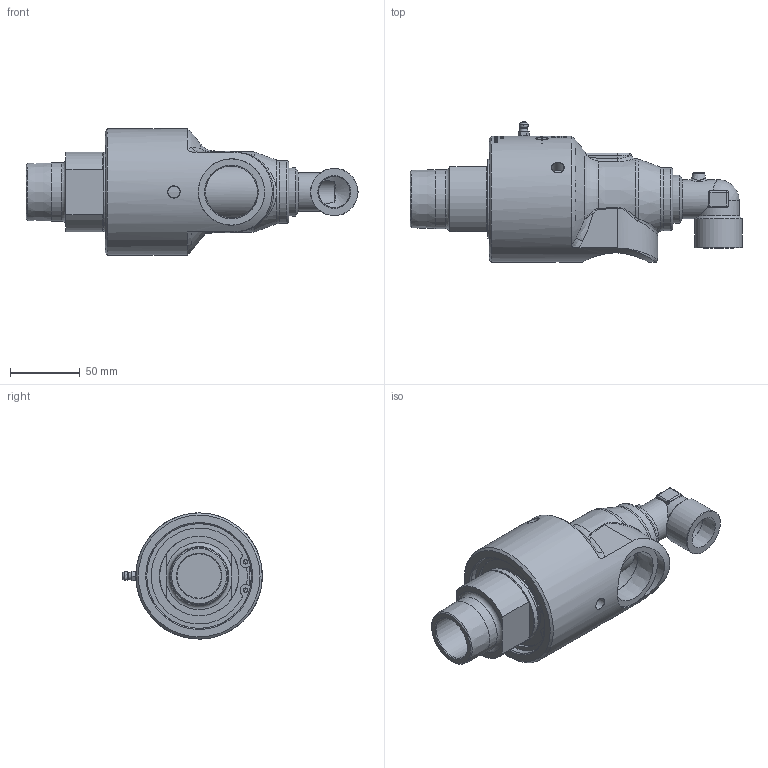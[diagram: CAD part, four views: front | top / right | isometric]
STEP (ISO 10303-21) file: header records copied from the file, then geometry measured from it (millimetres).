
FILE_DESCRIPTION(/* description */ ('Interface Control Model'),/* implementation_level */ '2;1');
FILE_NAME(/* name */ '527-000-001007-IC.stp',/* time_stamp */ '2022-04-20T07:48:27-05:00',/* author */ ('msvetlecich'),/* organization */ (''),/* preprocessor_version */ 'ST-DEVELOPER v18.1',/* originating_system */ 'Autodesk Inventor 2022',/* authorisation */ '');
FILE_SCHEMA (('AUTOMOTIVE_DESIGN { 1 0 10303 214 3 1 1 }'));
Products named in the file (1): 527-000-001007-IC
Bounding box: 238 x 100.74 x 90.5 mm (x, y, z)
Volume: 614839.2 mm3; surface area: 90836.8 mm2
Topology: 1 solids, 7 shells, 1645 faces, 4377 edges, 2900 vertices
Faces by surface type: bspline 771, plane 610, cylinder 205, cone 33, torus 15, sphere 11
Full cylindrical faces by diameter (mm): 3 x4, 3.12 x2, 6.34 x1, 8.6 x3, 17.475 x1, 21.7 x1, 22.631 x1, 28 x1, 31.8 x1, 34 x1, 37.313 x1, 39.75 x1, 42.16 x1, 44.4 x1, 47.6 x1, 50.05 x1, 53.5 x1, 56.742 x1, 57 x1, 69 x1, 75.08 x1, 90.5 x1
Entity records: 68360 total; most frequent: CARTESIAN_POINT 31579, ORIENTED_EDGE 8740, DIRECTION 5419, EDGE_CURVE 4370, VERTEX_POINT 2900, LINE 1819, VECTOR 1819, EDGE_LOOP 1816
